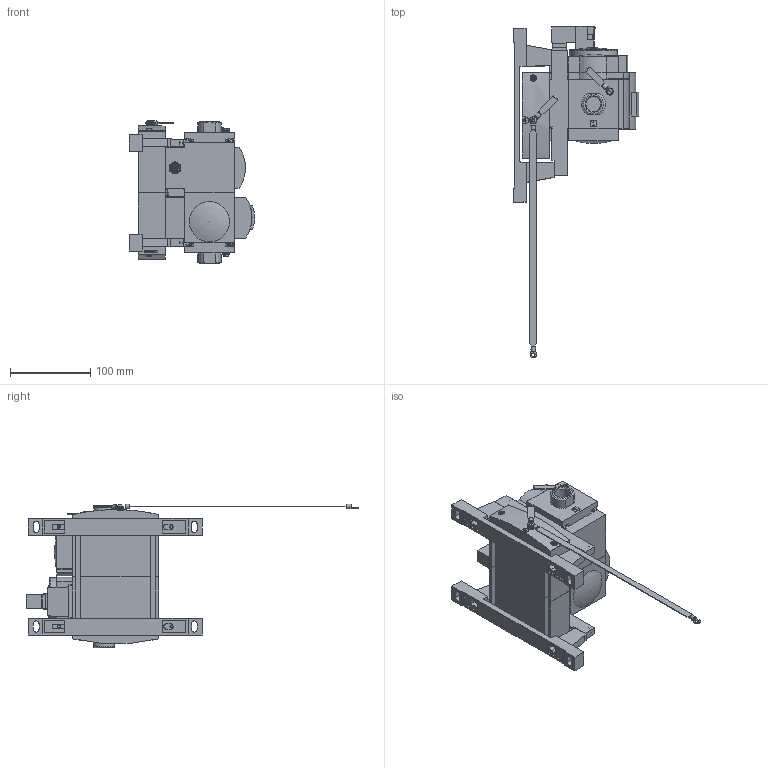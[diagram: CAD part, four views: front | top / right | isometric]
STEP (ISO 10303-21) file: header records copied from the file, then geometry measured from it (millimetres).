
FILE_DESCRIPTION(/* description */ ('STEP AP214'),/* implementation_level */ '2;1');
FILE_NAME(/* name */ '8085453_MSE6-D2M-5000-CBUS-S-RG-BAR-VCB-AGD',/* time_stamp */ '2024-09-11T19:40:39+02:00',/* author */ ('License CC BY-ND 4.0'),/* organization */ ('CADENAS'),/* preprocessor_version */ 'ST-DEVELOPER v19.3',/* originating_system */ 'PARTsolutions',/* authorisation */ ' ');
FILE_SCHEMA (('AUTOMOTIVE_DESIGN {1 0 10303 214 3 1 1}'));
Length unit declared in the file: millimetre
Products named in the file (16): 8085453 MSE6-D2M-5000-CBUS-S-RG-BAR-VCB-AGD; 2752171 MSE6-SFAM-D2M-11-FB13S; 8141593 MS6-MV1-EX---(0_p); 673120 MP6-BW---(parts); 673120 MP6-WB---(parts); DIN-912 - M4x25(F); 683385 MP6-VEL; 2312617 MS6-E2M; 1789417 MS6-SV-E-ASIS; 2315087 MP6-ZA-2; DIN-912 - M4x20(F); 689655 MS6-AGD-EX-Z---(112pr); 2627165 MSE6-DE-2/2-AGD-V24D2M-RG---(part); 683387 MP6-VEL; 673118 MP6-HP; 689655 MS6-AGD-EX---(110pr)
Assembly tree (25 placements, depth 2):
  8085453 MSE6-D2M-5000-CBUS-S-RG-BAR-VCB-AGD
    2752171 MSE6-SFAM-D2M-11-FB13S
    8141593 MS6-MV1-EX---(0_p)  x3
    673120 MP6-BW---(parts)  x2
    673120 MP6-WB---(parts)  x2
    DIN-912 - M4x25(F)  x4
    683385 MP6-VEL
    2312617 MS6-E2M  x2
    1789417 MS6-SV-E-ASIS
    2315087 MP6-ZA-2  x2
    DIN-912 - M4x20(F)  x2
    689655 MS6-AGD-EX-Z---(112pr)
    2627165 MSE6-DE-2/2-AGD-V24D2M-RG---(part)
    683387 MP6-VEL
    673118 MP6-HP
    689655 MS6-AGD-EX---(110pr)
Bounding box: 156.18 x 413.4 x 178.85 mm (x, y, z)
Volume: 1969947 mm3; surface area: 331625.5 mm2
Topology: 25 solids, 26 shells, 2362 faces, 6205 edges, 4017 vertices
Faces by surface type: plane 1547, cylinder 572, cone 185, torus 50, sphere 8
Full cylindrical faces by diameter (mm): 0.6 x4, 1.1 x4, 3.242 x12, 3.4 x6, 3.6 x4, 4 x16, 4.2 x2, 4.3 x8, 4.5 x2, 4.6 x6, 5.5 x2, 5.6 x4, 5.8 x2, 6 x1, 7 x6, 7.6 x6, 7.8 x7, 8 x7, 8.9 x2, 9 x2, 10 x2, 10.917 x1, 12.2 x1, 13.5 x1, 14 x1, 18.631 x2, 24 x2, 24.117 x4, 60 x1
Entity records: 65032 total; most frequent: CARTESIAN_POINT 10522, DIRECTION 9686, ORIENTED_EDGE 9616, EDGE_CURVE 4808, LINE 3418, VECTOR 3418, VERTEX_POINT 3226, AXIS2_PLACEMENT_3D 3134
